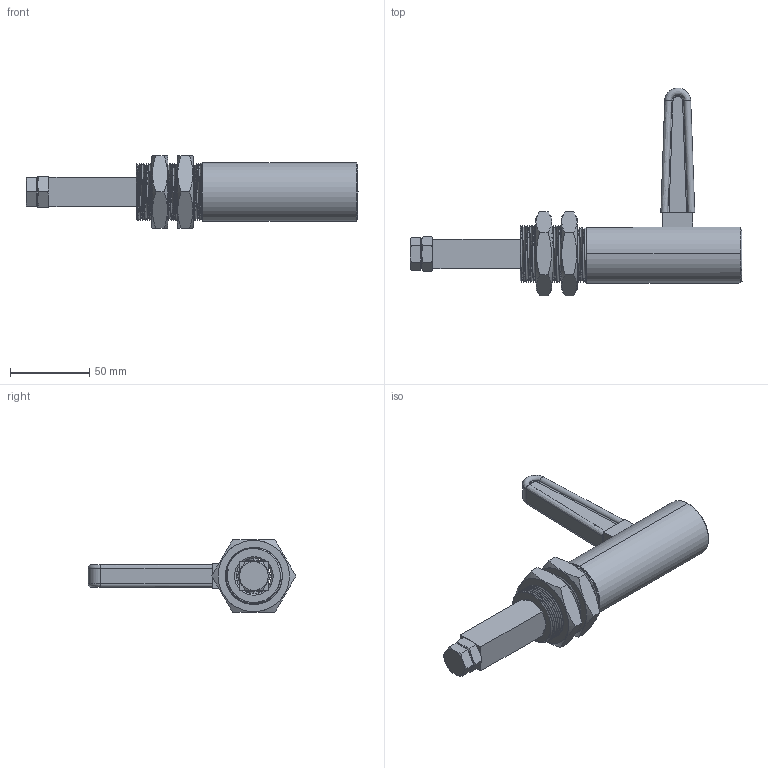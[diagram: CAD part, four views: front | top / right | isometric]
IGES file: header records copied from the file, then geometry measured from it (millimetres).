
Start section: SolidWorks IGES file using analytic representation for surfaces
Global section: file name: 0HGH-30511M(簡化)-1.IGS; native system: SolidWorks 2016; preprocessor: SolidWorks 2016; author: LinWei; date: 200629.171730; units: millimetre
Bounding box: 209.52 x 131.11 x 46 mm (x, y, z)
Surface area: 64148.6 mm2 (no closed solid volume)
Topology: 0 solids, 0 shells, 233 faces, 4227 edges, 4227 vertices
Faces by surface type: revolution 128, bspline 105
